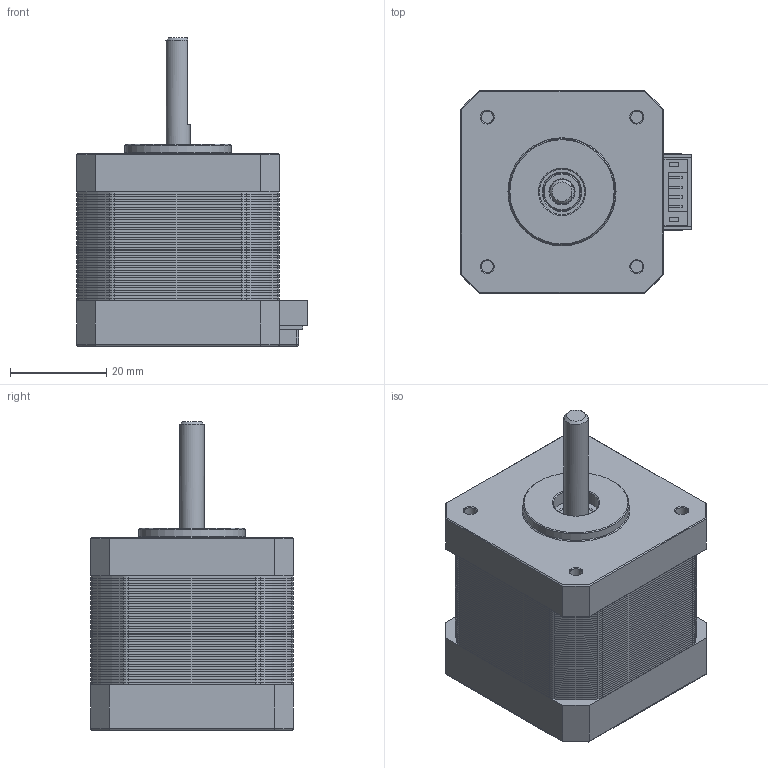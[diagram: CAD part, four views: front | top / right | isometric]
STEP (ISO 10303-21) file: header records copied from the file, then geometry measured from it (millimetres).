
FILE_DESCRIPTION(('FreeCAD Model'),'2;1');
FILE_NAME('Nema_17-17HS4401.step','2019-10-23T13:52:16',('Sisil Galog'),(''), 'Open CASCADE STEP processor 7.3','FreeCAD','Unknown');
FILE_SCHEMA(('CONFIG_CONTROL_DESIGN','SHAPE_APPEARANCE_LAYER_MIM'));
Length unit declared in the file: millimetre
Products named in the file (21): Frontplate; Screws; M3x30-Screw_001; M3x30-Screw_002; M3x30-Screw_003; M3x30-Screw_004; ConnectrorBody; PCB; Insulation; Stator; Baseplate; BallBearing1; BallBearing2; Axis&Rotor; ConnectorPins; SOLID; SOLID001; SOLID002; SOLID003; SOLID004; SOLID005
Assembly tree (10 placements, depth 2):
  Frontplate
  Screws
    M3x30-Screw_001
    M3x30-Screw_002
    M3x30-Screw_003
    M3x30-Screw_004
  ConnectrorBody
  PCB
  Insulation
Bounding box: 47.8 x 42 x 64 mm (x, y, z)
Volume: 66374.5 mm3; surface area: 28056.7 mm2
Topology: 19 solids, 19 shells, 2172 faces, 4459 edges, 2342 vertices
Faces by surface type: cylinder 1497, plane 607, cone 57, sphere 6, revolution 4, torus 1
Full cylindrical faces by diameter (mm): 2.5 x4, 3 x8, 3.1 x340, 3.3 x4, 5 x4, 5.6 x4, 6.1 x4, 8 x2, 9.4 x2, 16 x4, 22 x1, 29 x1, 30 x85
Entity records: 56006 total; most frequent: DIRECTION 10630, CARTESIAN_POINT 8982, ORIENTED_EDGE 8906, EDGE_CURVE 4453, AXIS2_PLACEMENT_3D 3990, LINE 2646, VECTOR 2646, VERTEX_POINT 2342
